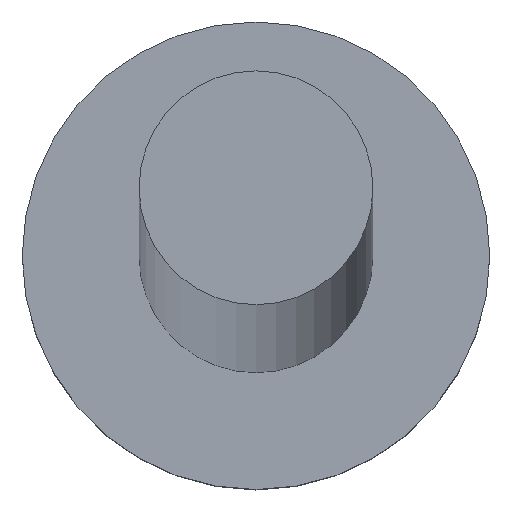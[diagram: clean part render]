
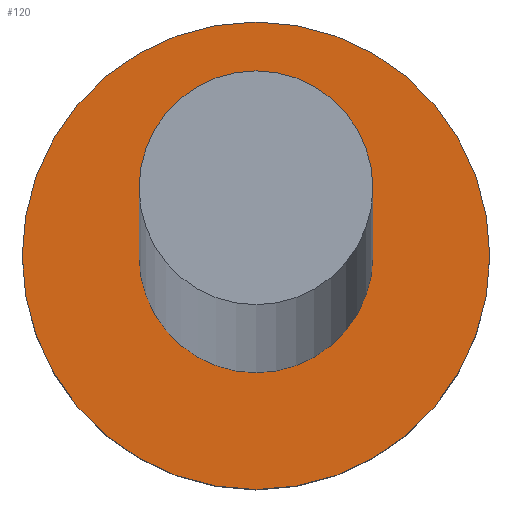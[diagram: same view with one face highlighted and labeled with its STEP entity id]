
A CAD part, top view. The second image highlights one B-rep face of the part: STEP entity #120.
In plain terms, the highlighted planar face has unit normal (0, 0, 1).
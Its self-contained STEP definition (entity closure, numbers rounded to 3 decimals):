
#6 = CARTESIAN_POINT ( 'NONE',  ( -1.5, 0., 3. ) ) ;
#10 = ORIENTED_EDGE ( 'NONE', *, *, #136, .T. ) ;
#11 = CARTESIAN_POINT ( 'NONE',  ( 0., 0., 3. ) ) ;
#24 = DIRECTION ( 'NONE',  ( 0., 0., 1. ) ) ;
#27 = CARTESIAN_POINT ( 'NONE',  ( 0., 0., 3. ) ) ;
#30 = DIRECTION ( 'NONE',  ( 1., 0., 0. ) ) ;
#32 = ORIENTED_EDGE ( 'NONE', *, *, #58, .F. ) ;
#49 = CARTESIAN_POINT ( 'NONE',  ( -3., 0., 3. ) ) ;
#58 = EDGE_CURVE ( 'NONE', #227, #161, #114, .T. ) ;
#60 = DIRECTION ( 'NONE',  ( 1., 0., 0. ) ) ;
#65 = CARTESIAN_POINT ( 'NONE',  ( 3., 0., 3. ) ) ;
#66 = CIRCLE ( 'NONE', #146, 3. ) ;
#67 = VERTEX_POINT ( 'NONE', #65 ) ;
#82 = EDGE_LOOP ( 'NONE', ( #211, #32 ) ) ;
#83 = DIRECTION ( 'NONE',  ( 0., 0., 1. ) ) ;
#85 = CIRCLE ( 'NONE', #117, 3. ) ;
#86 = DIRECTION ( 'NONE',  ( 0., 0., 1. ) ) ;
#114 = CIRCLE ( 'NONE', #239, 1.5 ) ;
#117 = AXIS2_PLACEMENT_3D ( 'NONE', #203, #238, #60 ) ;
#120 = ADVANCED_FACE ( 'NONE', ( #200, #127 ), #242, .T. ) ;
#122 = DIRECTION ( 'NONE',  ( 0., 0., 1. ) ) ;
#123 = DIRECTION ( 'NONE',  ( 1., 0., 0. ) ) ;
#127 = FACE_OUTER_BOUND ( 'NONE', #179, .T. ) ;
#131 = VERTEX_POINT ( 'NONE', #49 ) ;
#136 = EDGE_CURVE ( 'NONE', #67, #131, #85, .T. ) ;
#146 = AXIS2_PLACEMENT_3D ( 'NONE', #27, #122, #123 ) ;
#155 = EDGE_CURVE ( 'NONE', #131, #67, #66, .T. ) ;
#156 = CARTESIAN_POINT ( 'NONE',  ( 0., 0., 3. ) ) ;
#157 = DIRECTION ( 'NONE',  ( 1., 0., 0. ) ) ;
#158 = CARTESIAN_POINT ( 'NONE',  ( 1.5, 0., 3. ) ) ;
#161 = VERTEX_POINT ( 'NONE', #6 ) ;
#163 = ORIENTED_EDGE ( 'NONE', *, *, #155, .T. ) ;
#172 = AXIS2_PLACEMENT_3D ( 'NONE', #156, #24, #157 ) ;
#179 = EDGE_LOOP ( 'NONE', ( #163, #10 ) ) ;
#200 = FACE_BOUND ( 'NONE', #82, .T. ) ;
#203 = CARTESIAN_POINT ( 'NONE',  ( 0., 0., 3. ) ) ;
#204 = CARTESIAN_POINT ( 'NONE',  ( 0., 0., 3. ) ) ;
#211 = ORIENTED_EDGE ( 'NONE', *, *, #237, .F. ) ;
#221 = AXIS2_PLACEMENT_3D ( 'NONE', #11, #83, #222 ) ;
#222 = DIRECTION ( 'NONE',  ( 1., 0., 0. ) ) ;
#227 = VERTEX_POINT ( 'NONE', #158 ) ;
#237 = EDGE_CURVE ( 'NONE', #161, #227, #244, .T. ) ;
#238 = DIRECTION ( 'NONE',  ( 0., 0., 1. ) ) ;
#239 = AXIS2_PLACEMENT_3D ( 'NONE', #204, #86, #30 ) ;
#242 = PLANE ( 'NONE',  #221 ) ;
#244 = CIRCLE ( 'NONE', #172, 1.5 ) ;
